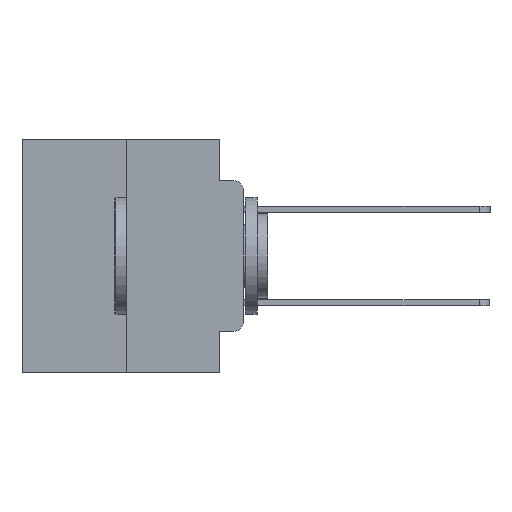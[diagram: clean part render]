
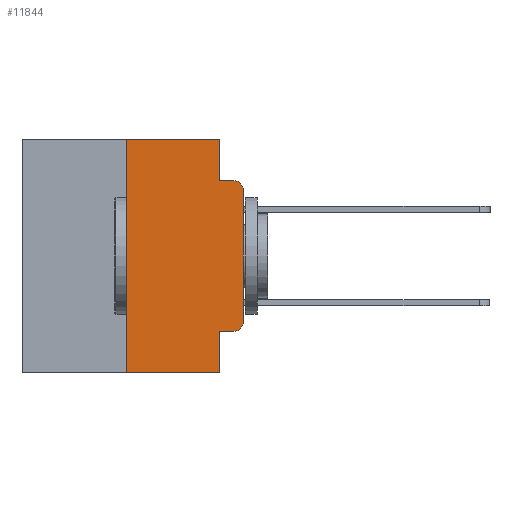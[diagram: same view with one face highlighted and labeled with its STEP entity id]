
A CAD part, left-side view. The second image highlights one B-rep face of the part: STEP entity #11844.
In plain terms, the highlighted planar face has unit normal (-1, 0, 0).
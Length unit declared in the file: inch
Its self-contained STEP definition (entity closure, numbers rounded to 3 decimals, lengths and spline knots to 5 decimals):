
#203 = AXIS2_PLACEMENT_3D ( 'NONE', #13090, #8984, #23436 ) ;
#212 = DIRECTION ( 'NONE',  ( 0., 0., 1. ) ) ;
#642 = ORIENTED_EDGE ( 'NONE', *, *, #6780, .T. ) ;
#828 = LINE ( 'NONE', #13869, #11674 ) ;
#857 = LINE ( 'NONE', #12147, #11054 ) ;
#1241 = CIRCLE ( 'NONE', #10488, 0.02 ) ;
#1583 = VECTOR ( 'NONE', #4014, 39.37008 ) ;
#1659 = DIRECTION ( 'NONE',  ( 0., 0., -1. ) ) ;
#1790 = CARTESIAN_POINT ( 'NONE',  ( 0., 0.051, -0.0885 ) ) ;
#2856 = CARTESIAN_POINT ( 'NONE',  ( 0., 0.473, 0. ) ) ;
#3122 = VECTOR ( 'NONE', #212, 39.37008 ) ;
#3218 = DIRECTION ( 'NONE',  ( -1., 0., 0. ) ) ;
#3308 = VERTEX_POINT ( 'NONE', #4931 ) ;
#3329 = ORIENTED_EDGE ( 'NONE', *, *, #18794, .T. ) ;
#4014 = DIRECTION ( 'NONE',  ( 0., -1., 0. ) ) ;
#4766 = EDGE_CURVE ( 'NONE', #27094, #25584, #12517, .T. ) ;
#4931 = CARTESIAN_POINT ( 'NONE',  ( 0., 0.25, -0.5 ) ) ;
#5267 = DIRECTION ( 'NONE',  ( 0., 0., -1. ) ) ;
#5527 = VECTOR ( 'NONE', #24630, 39.37008 ) ;
#5686 = VERTEX_POINT ( 'NONE', #9277 ) ;
#6166 = CARTESIAN_POINT ( 'NONE',  ( 0., 0., 0. ) ) ;
#6780 = EDGE_CURVE ( 'NONE', #16727, #25301, #1241, .T. ) ;
#7641 = LINE ( 'NONE', #14483, #18662 ) ;
#7690 = EDGE_CURVE ( 'NONE', #25584, #5686, #24622, .T. ) ;
#8238 = EDGE_CURVE ( 'NONE', #11098, #16727, #857, .T. ) ;
#8386 = DIRECTION ( 'NONE',  ( -1., 0., 0. ) ) ;
#8948 = LINE ( 'NONE', #15213, #3122 ) ;
#8984 = DIRECTION ( 'NONE',  ( 1., 0., 0. ) ) ;
#9170 = ORIENTED_EDGE ( 'NONE', *, *, #22938, .T. ) ;
#9277 = CARTESIAN_POINT ( 'NONE',  ( 0., 0.02, -0.0885 ) ) ;
#9322 = EDGE_CURVE ( 'NONE', #24210, #27094, #18281, .T. ) ;
#10488 = AXIS2_PLACEMENT_3D ( 'NONE', #20742, #8386, #5267 ) ;
#10811 = ORIENTED_EDGE ( 'NONE', *, *, #9322, .F. ) ;
#11054 = VECTOR ( 'NONE', #20366, 39.37008 ) ;
#11075 = LINE ( 'NONE', #6166, #15907 ) ;
#11098 = VERTEX_POINT ( 'NONE', #27135 ) ;
#11674 = VECTOR ( 'NONE', #26092, 39.37008 ) ;
#11844 = ADVANCED_FACE ( 'NONE', ( #25585 ), #21328, .F. ) ;
#12147 = CARTESIAN_POINT ( 'NONE',  ( 0., 0.051, -0.4115 ) ) ;
#12208 = VECTOR ( 'NONE', #17641, 39.37008 ) ;
#12467 = DIRECTION ( 'NONE',  ( 0., 0., 1. ) ) ;
#12517 = LINE ( 'NONE', #20750, #5527 ) ;
#13090 = CARTESIAN_POINT ( 'NONE',  ( 0., 0.473, 0. ) ) ;
#13383 = ORIENTED_EDGE ( 'NONE', *, *, #20152, .T. ) ;
#13415 = ORIENTED_EDGE ( 'NONE', *, *, #24869, .F. ) ;
#13626 = VERTEX_POINT ( 'NONE', #23033 ) ;
#13869 = CARTESIAN_POINT ( 'NONE',  ( 0., 0.473, -0.5 ) ) ;
#14394 = CIRCLE ( 'NONE', #16670, 0.02 ) ;
#14483 = CARTESIAN_POINT ( 'NONE',  ( 0., 0.051, 0. ) ) ;
#15059 = CARTESIAN_POINT ( 'NONE',  ( 0., 0.051, 0. ) ) ;
#15213 = CARTESIAN_POINT ( 'NONE',  ( 0., 0.25, 0. ) ) ;
#15907 = VECTOR ( 'NONE', #12467, 39.37008 ) ;
#15935 = CARTESIAN_POINT ( 'NONE',  ( 0., 0.02, -0.1085 ) ) ;
#16563 = EDGE_CURVE ( 'NONE', #11098, #24083, #7641, .T. ) ;
#16670 = AXIS2_PLACEMENT_3D ( 'NONE', #15935, #3218, #17973 ) ;
#16727 = VERTEX_POINT ( 'NONE', #25266 ) ;
#17641 = DIRECTION ( 'NONE',  ( 0., -1., 0. ) ) ;
#17868 = ORIENTED_EDGE ( 'NONE', *, *, #7690, .F. ) ;
#17973 = DIRECTION ( 'NONE',  ( 0., 0., -1. ) ) ;
#18281 = LINE ( 'NONE', #2856, #12208 ) ;
#18662 = VECTOR ( 'NONE', #1659, 39.37008 ) ;
#18794 = EDGE_CURVE ( 'NONE', #13626, #5686, #14394, .T. ) ;
#19156 = ORIENTED_EDGE ( 'NONE', *, *, #8238, .T. ) ;
#19451 = CARTESIAN_POINT ( 'NONE',  ( 0., 0.051, -0.5 ) ) ;
#20152 = EDGE_CURVE ( 'NONE', #25301, #13626, #11075, .T. ) ;
#20366 = DIRECTION ( 'NONE',  ( 0., -1., 0. ) ) ;
#20425 = ORIENTED_EDGE ( 'NONE', *, *, #4766, .F. ) ;
#20742 = CARTESIAN_POINT ( 'NONE',  ( 0., 0.02, -0.3915 ) ) ;
#20750 = CARTESIAN_POINT ( 'NONE',  ( 0., 0.051, 0. ) ) ;
#21328 = PLANE ( 'NONE',  #203 ) ;
#22709 = CARTESIAN_POINT ( 'NONE',  ( 0., 0., -0.3915 ) ) ;
#22730 = ORIENTED_EDGE ( 'NONE', *, *, #16563, .F. ) ;
#22938 = EDGE_CURVE ( 'NONE', #3308, #24083, #828, .T. ) ;
#23033 = CARTESIAN_POINT ( 'NONE',  ( 0., 0., -0.1085 ) ) ;
#23436 = DIRECTION ( 'NONE',  ( 0., 0., -1. ) ) ;
#23703 = CARTESIAN_POINT ( 'NONE',  ( 0., 0.051, -0.0885 ) ) ;
#23987 = CARTESIAN_POINT ( 'NONE',  ( 0., 0.25, 0. ) ) ;
#24083 = VERTEX_POINT ( 'NONE', #19451 ) ;
#24210 = VERTEX_POINT ( 'NONE', #23987 ) ;
#24622 = LINE ( 'NONE', #1790, #1583 ) ;
#24630 = DIRECTION ( 'NONE',  ( 0., 0., -1. ) ) ;
#24869 = EDGE_CURVE ( 'NONE', #3308, #24210, #8948, .T. ) ;
#25266 = CARTESIAN_POINT ( 'NONE',  ( 0., 0.02, -0.4115 ) ) ;
#25301 = VERTEX_POINT ( 'NONE', #22709 ) ;
#25584 = VERTEX_POINT ( 'NONE', #23703 ) ;
#25585 = FACE_OUTER_BOUND ( 'NONE', #25902, .T. ) ;
#25902 = EDGE_LOOP ( 'NONE', ( #13383, #3329, #17868, #20425, #10811, #13415, #9170, #22730, #19156, #642 ) ) ;
#26092 = DIRECTION ( 'NONE',  ( 0., -1., 0. ) ) ;
#27094 = VERTEX_POINT ( 'NONE', #15059 ) ;
#27135 = CARTESIAN_POINT ( 'NONE',  ( 0., 0.051, -0.4115 ) ) ;
